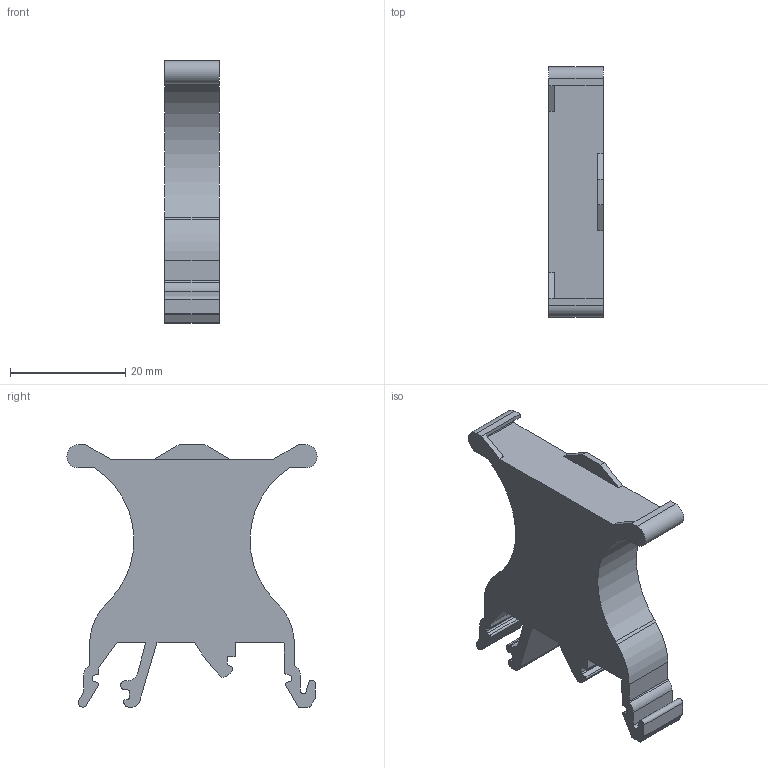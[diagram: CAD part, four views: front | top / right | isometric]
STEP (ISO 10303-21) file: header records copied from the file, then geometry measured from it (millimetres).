
FILE_DESCRIPTION(('CATIA V5R24 STEP','CAx-IF Rec.Pracs.--- Model Styling and Organization---1.2---2011-12-15'),'2;1');
FILE_NAME ('D1452117_0_1461730000_1461730000.stp','2018-02-14T12:56:15+00:00',('none'),('Weidmueller'),'CATIA Version 5-6 Release 2014 SP4 HF52','CATIA V5 STEP AP214','none');
FILE_SCHEMA(('AUTOMOTIVE_DESIGN { 1 0 10303 214 1 1 1 1 }'));
Length unit declared in the file: millimetre
Products named in the file (1): SCHT 5 S
Bounding box: 9.5 x 43.5 x 45.6 mm (x, y, z)
Volume: 9213.5 mm3; surface area: 4499.4 mm2
Topology: 1 solids, 1 shells, 95 faces, 279 edges, 186 vertices
Faces by surface type: plane 58, cylinder 37
Entity records: 3079 total; most frequent: ORIENTED_EDGE 558, CARTESIAN_POINT 554, DIRECTION 455, EDGE_CURVE 279, VECTOR 205, LINE 205, VERTEX_POINT 186, AXIS2_PLACEMENT_3D 163
